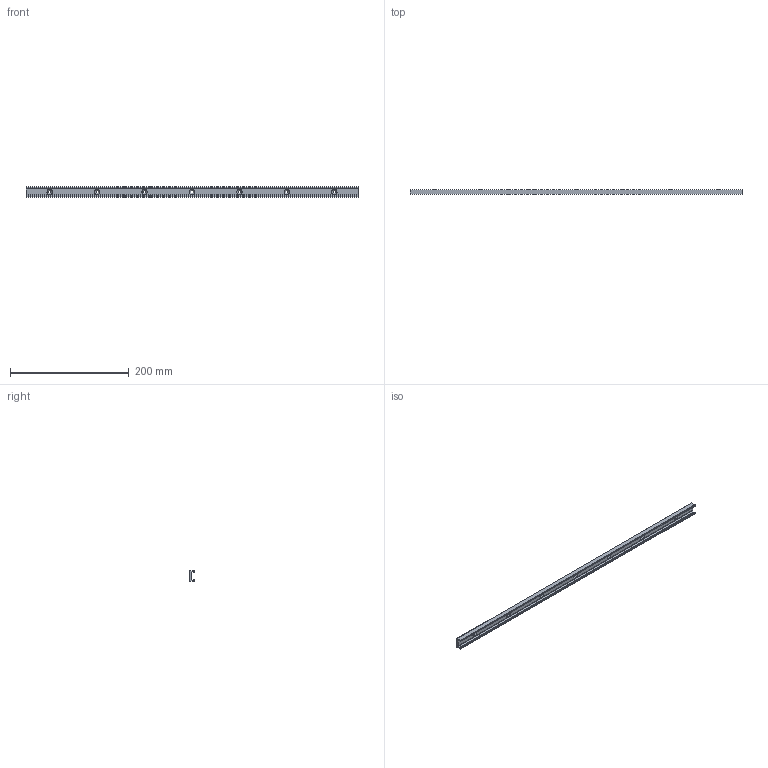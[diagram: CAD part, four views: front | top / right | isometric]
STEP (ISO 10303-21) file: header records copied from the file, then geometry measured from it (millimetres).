
FILE_DESCRIPTION((''),'2;1');
FILE_NAME('LCX 18-0560.V.stp','2016-04-28T12:24:15',('MRathmann'),(''),'Autodesk Inventor 2012','Autodesk Inventor 2012','');
FILE_SCHEMA(('CONFIG_CONTROL_DESIGN'));
Length unit declared in the file: millimetre
Products named in the file (1): LCX 18-0560.V
Bounding box: 560 x 8.25 x 18 mm (x, y, z)
Volume: 41199.8 mm3; surface area: 35220.4 mm2
Topology: 1 solids, 1 shells, 38 faces, 101 edges, 65 vertices
Faces by surface type: cylinder 18, plane 13, cone 7
Full cylindrical faces by diameter (mm): 4.5 x7
Entity records: 1176 total; most frequent: DIRECTION 208, CARTESIAN_POINT 191, ORIENTED_EDGE 174, EDGE_CURVE 87, AXIS2_PLACEMENT_3D 82, EDGE_LOOP 66, VERTEX_POINT 65, VECTOR 44
